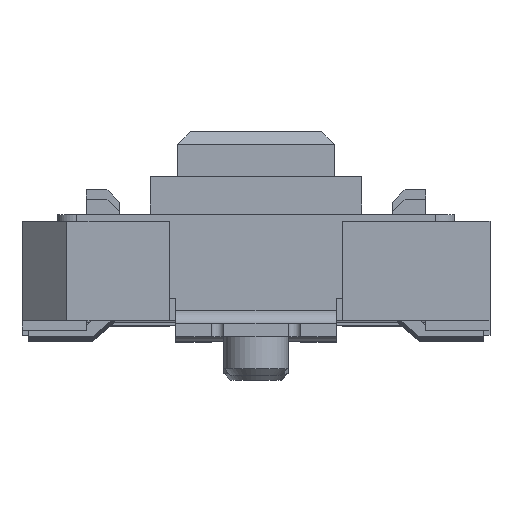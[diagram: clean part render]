
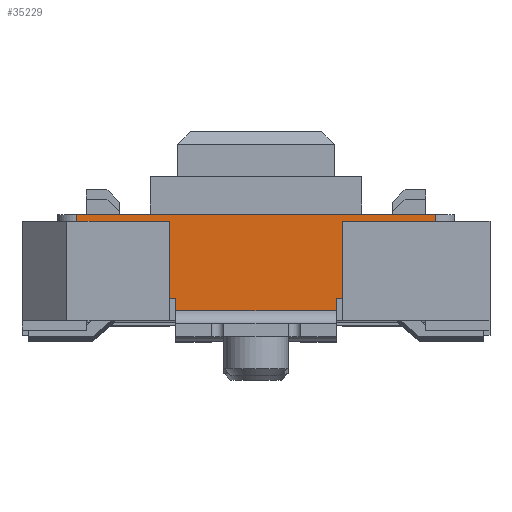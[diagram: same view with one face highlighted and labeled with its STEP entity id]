
A CAD part, top view. The second image highlights one B-rep face of the part: STEP entity #35229.
In plain terms, the highlighted planar face has unit normal (0, 0, 1).
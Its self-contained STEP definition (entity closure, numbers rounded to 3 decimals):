
#1715=FACE_OUTER_BOUND('',#3775,.T.);
#3775=EDGE_LOOP('',(#29645,#29646,#29647,#29648,#29649,#29650,#29651,#29652,
#29653,#29654,#29655,#29656));
#5030=LINE('',#47956,#9881);
#5621=LINE('',#49237,#10472);
#6541=LINE('',#51147,#11392);
#6862=LINE('',#51804,#11713);
#6910=LINE('',#51899,#11761);
#7436=LINE('',#52923,#12287);
#8536=LINE('',#54942,#13387);
#8753=LINE('',#55399,#13604);
#8754=LINE('',#55401,#13605);
#8755=LINE('',#55402,#13606);
#8756=LINE('',#55403,#13607);
#8757=LINE('',#55404,#13608);
#9881=VECTOR('',#38757,1.);
#10472=VECTOR('',#39666,1.);
#11392=VECTOR('',#41114,1.);
#11713=VECTOR('',#41657,1.);
#11761=VECTOR('',#41741,1.);
#12287=VECTOR('',#42605,1.);
#13387=VECTOR('',#44419,1.);
#13604=VECTOR('',#44968,1.);
#13605=VECTOR('',#44969,1.);
#13606=VECTOR('',#44970,1.);
#13607=VECTOR('',#44971,1.);
#13608=VECTOR('',#44972,1.);
#14655=VERTEX_POINT('',#47953);
#14656=VERTEX_POINT('',#47955);
#15186=VERTEX_POINT('',#49234);
#15187=VERTEX_POINT('',#49236);
#15909=VERTEX_POINT('',#51136);
#15913=VERTEX_POINT('',#51145);
#16137=VERTEX_POINT('',#51802);
#16138=VERTEX_POINT('',#51803);
#16495=VERTEX_POINT('',#52921);
#16496=VERTEX_POINT('',#52922);
#17132=VERTEX_POINT('',#55398);
#17133=VERTEX_POINT('',#55400);
#18010=EDGE_CURVE('',#14656,#14655,#5030,.T.);
#18612=EDGE_CURVE('',#15187,#15186,#5621,.T.);
#19541=EDGE_CURVE('',#15909,#15913,#6541,.T.);
#19865=EDGE_CURVE('',#16137,#16138,#6862,.T.);
#19915=EDGE_CURVE('',#15186,#14656,#6910,.T.);
#20446=EDGE_CURVE('',#16495,#16496,#7436,.T.);
#21562=EDGE_CURVE('',#15913,#16496,#8536,.T.);
#21784=EDGE_CURVE('',#17132,#16138,#8753,.T.);
#21785=EDGE_CURVE('',#17132,#17133,#8754,.T.);
#21786=EDGE_CURVE('',#15909,#17133,#8755,.T.);
#21787=EDGE_CURVE('',#15187,#16495,#8756,.T.);
#21788=EDGE_CURVE('',#16137,#14655,#8757,.T.);
#29645=ORIENTED_EDGE('',*,*,#19865,.T.);
#29646=ORIENTED_EDGE('',*,*,#21784,.F.);
#29647=ORIENTED_EDGE('',*,*,#21785,.T.);
#29648=ORIENTED_EDGE('',*,*,#21786,.F.);
#29649=ORIENTED_EDGE('',*,*,#19541,.T.);
#29650=ORIENTED_EDGE('',*,*,#21562,.T.);
#29651=ORIENTED_EDGE('',*,*,#20446,.F.);
#29652=ORIENTED_EDGE('',*,*,#21787,.F.);
#29653=ORIENTED_EDGE('',*,*,#18612,.T.);
#29654=ORIENTED_EDGE('',*,*,#19915,.T.);
#29655=ORIENTED_EDGE('',*,*,#18010,.T.);
#29656=ORIENTED_EDGE('',*,*,#21788,.F.);
#33382=PLANE('',#37152);
#35229=ADVANCED_FACE('',(#1715),#33382,.T.);
#37152=AXIS2_PLACEMENT_3D('',#55397,#44966,#44967);
#38757=DIRECTION('',(1.,0.,0.));
#39666=DIRECTION('',(1.,0.,0.));
#41114=DIRECTION('',(1.,0.,0.));
#41657=DIRECTION('',(1.,0.,0.));
#41741=DIRECTION('',(0.,-1.,0.));
#42605=DIRECTION('',(1.,0.,0.));
#44419=DIRECTION('',(0.,1.,0.));
#44966=DIRECTION('center_axis',(0.,0.,1.));
#44967=DIRECTION('ref_axis',(-1.,0.,0.));
#44968=DIRECTION('',(0.,-1.,0.));
#44969=DIRECTION('',(1.,0.,0.));
#44970=DIRECTION('',(0.,-1.,0.));
#44971=DIRECTION('',(0.,1.,0.));
#44972=DIRECTION('',(0.,1.,0.));
#47953=CARTESIAN_POINT('',(-3.501,-0.282,30.138));
#47955=CARTESIAN_POINT('',(-4.176,-0.282,30.138));
#47956=CARTESIAN_POINT('',(-2.251,-0.282,30.138));
#49234=CARTESIAN_POINT('',(-4.176,0.518,30.138));
#49236=CARTESIAN_POINT('',(-5.051,0.518,30.138));
#49237=CARTESIAN_POINT('',(-2.251,0.518,30.138));
#51136=CARTESIAN_POINT('',(-0.326,0.518,30.138));
#51145=CARTESIAN_POINT('',(0.549,0.518,30.138));
#51147=CARTESIAN_POINT('',(-2.251,0.518,30.138));
#51802=CARTESIAN_POINT('',(-3.501,-0.482,30.138));
#51803=CARTESIAN_POINT('',(-1.001,-0.482,30.138));
#51804=CARTESIAN_POINT('',(-2.251,-0.482,30.138));
#51899=CARTESIAN_POINT('',(-4.176,0.518,30.138));
#52921=CARTESIAN_POINT('',(-5.051,1.018,30.138));
#52922=CARTESIAN_POINT('',(0.549,1.018,30.138));
#52923=CARTESIAN_POINT('',(-2.251,1.018,30.138));
#54942=CARTESIAN_POINT('',(0.549,0.518,30.138));
#55397=CARTESIAN_POINT('Origin',(-3.501,0.518,30.138));
#55398=CARTESIAN_POINT('',(-1.001,-0.282,30.138));
#55399=CARTESIAN_POINT('',(-1.001,0.518,30.138));
#55400=CARTESIAN_POINT('',(-0.326,-0.282,30.138));
#55401=CARTESIAN_POINT('',(-2.251,-0.282,30.138));
#55402=CARTESIAN_POINT('',(-0.326,0.518,30.138));
#55403=CARTESIAN_POINT('',(-5.051,0.518,30.138));
#55404=CARTESIAN_POINT('',(-3.501,0.518,30.138));
